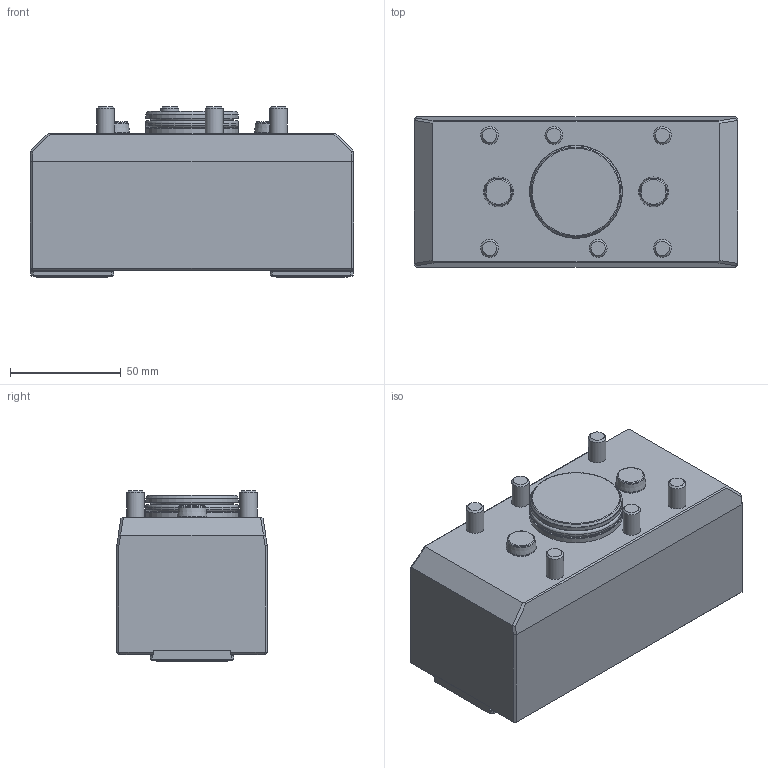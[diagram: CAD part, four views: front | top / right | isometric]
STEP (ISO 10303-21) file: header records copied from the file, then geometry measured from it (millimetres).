
FILE_DESCRIPTION(/* description */ ('Unknown'),/* implementation_level */ '2;1');
FILE_NAME(/* name */ 'C3_TLE_MS42A_DT_SIM',/* time_stamp */ '2023-05-03T07:55:48+02:00',/* author */ ('WTO KS'),/* organization */ ('WTO'),/* preprocessor_version */ 'ST-DEVELOPER v16.7',/* originating_system */ 'DEX',/* authorisation */ $);
FILE_SCHEMA (('AUTOMOTIVE_DESIGN {1 0 10303 214 3 1 1}'));
Length unit declared in the file: millimetre
Products named in the file (1): C3-TLE-MS42A-DT_stp
Bounding box: 146 x 68 x 77 mm (x, y, z)
Volume: 618790.2 mm3; surface area: 53630.2 mm2
Topology: 1 solids, 1 shells, 228 faces, 570 edges, 372 vertices
Faces by surface type: plane 154, cylinder 42, torus 11, cone 11, sphere 8, bspline 2
Full cylindrical faces by diameter (mm): 2 x2, 3.5 x8, 8 x6, 13.5 x2, 37 x1, 41.8 x2, 42 x1
Entity records: 6728 total; most frequent: CARTESIAN_POINT 1391, DIRECTION 1102, ORIENTED_EDGE 1008, EDGE_CURVE 504, AXIS2_PLACEMENT_3D 385, VERTEX_POINT 360, LINE 332, VECTOR 332
